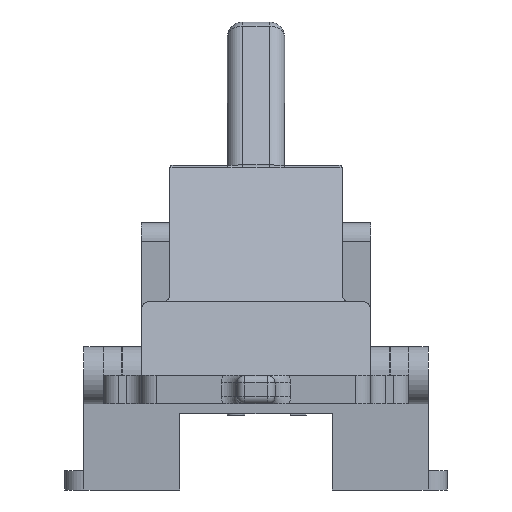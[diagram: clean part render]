
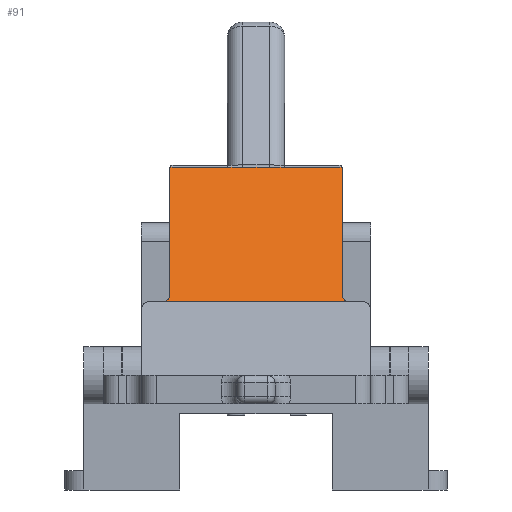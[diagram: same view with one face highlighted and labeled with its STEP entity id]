
A CAD part, front view. The second image highlights one B-rep face of the part: STEP entity #91.
In plain terms, the highlighted planar face has unit normal (0, -0.698, 0.717).
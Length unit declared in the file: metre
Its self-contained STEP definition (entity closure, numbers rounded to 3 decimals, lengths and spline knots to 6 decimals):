
#91 = ADVANCED_FACE( '', ( #841 ), #842, .T. );
#841 = FACE_OUTER_BOUND( '', #2602, .T. );
#842 = PLANE( '', #2603 );
#2602 = EDGE_LOOP( '', ( #4574, #4575, #4576, #4577, #4578, #4579, #4580, #4581, #4582, #4583 ) );
#2603 = AXIS2_PLACEMENT_3D( '', #4584, #4585, #4586 );
#4574 = ORIENTED_EDGE( '', *, *, #10953, .T. );
#4575 = ORIENTED_EDGE( '', *, *, #10915, .T. );
#4576 = ORIENTED_EDGE( '', *, *, #10921, .T. );
#4577 = ORIENTED_EDGE( '', *, *, #10927, .T. );
#4578 = ORIENTED_EDGE( '', *, *, #10933, .T. );
#4579 = ORIENTED_EDGE( '', *, *, #10954, .T. );
#4580 = ORIENTED_EDGE( '', *, *, #10947, .F. );
#4581 = ORIENTED_EDGE( '', *, *, #10955, .T. );
#4582 = ORIENTED_EDGE( '', *, *, #10956, .F. );
#4583 = ORIENTED_EDGE( '', *, *, #10957, .T. );
#4584 = CARTESIAN_POINT( '', ( 500., -0.040976, 0.072392 ) );
#4585 = DIRECTION( '', ( 0., -0.698, 0.717 ) );
#4586 = DIRECTION( '', ( 0., -0.717, -0.698 ) );
#10915 = EDGE_CURVE( '', #12871, #12884, #12886, .T. );
#10921 = EDGE_CURVE( '', #12884, #12894, #12896, .T. );
#10927 = EDGE_CURVE( '', #12894, #12904, #12906, .T. );
#10933 = EDGE_CURVE( '', #12904, #12914, #12916, .T. );
#10947 = EDGE_CURVE( '', #12936, #12908, #12938, .T. );
#10953 = EDGE_CURVE( '', #12946, #12871, #12947, .T. );
#10954 = EDGE_CURVE( '', #12914, #12908, #12948, .T. );
#10955 = EDGE_CURVE( '', #12936, #12949, #12950, .F. );
#10956 = EDGE_CURVE( '', #12951, #12949, #12952, .T. );
#10957 = EDGE_CURVE( '', #12951, #12946, #12953, .F. );
#12871 = VERTEX_POINT( '', #16142 );
#12884 = VERTEX_POINT( '', #16159 );
#12886 = LINE( '', #16161, #16162 );
#12894 = VERTEX_POINT( '', #16195 );
#12896 = B_SPLINE_CURVE_WITH_KNOTS( '', 3, ( #16197, #16198, #16199, #16200, #16201, #16202, #16203, #16204, #16205, #16206, #16207, #16208, #16209, #16210, #16211 ), .UNSPECIFIED., .F., .F., ( 4, 2, 2, 2, 2, 2, 1, 4 ), ( 0., 0.00123, 0.001845, 0.00246, 0.003075, 0.00369, 0.004305, 0.00492 ), .UNSPECIFIED. );
#12904 = VERTEX_POINT( '', #16231 );
#12906 = LINE( '', #16233, #16234 );
#12908 = VERTEX_POINT( '', #16237 );
#12914 = VERTEX_POINT( '', #16245 );
#12916 = B_SPLINE_CURVE_WITH_KNOTS( '', 3, ( #16247, #16248, #16249, #16250, #16251, #16252, #16253, #16254, #16255, #16256, #16257, #16258, #16259, #16260 ), .UNSPECIFIED., .F., .F., ( 4, 1, 2, 2, 2, 2, 1, 4 ), ( 0., 0.000615, 0.00123, 0.001845, 0.00246, 0.003075, 0.00369, 0.00492 ), .UNSPECIFIED. );
#12936 = VERTEX_POINT( '', #16295 );
#12938 = LINE( '', #16298, #16299 );
#12946 = VERTEX_POINT( '', #16310 );
#12947 = LINE( '', #16311, #16312 );
#12948 = LINE( '', #16313, #16314 );
#12949 = VERTEX_POINT( '', #16315 );
#12950 = ELLIPSE( '', #16316, 0.002933, 0.00254 );
#12951 = VERTEX_POINT( '', #16317 );
#12952 = LINE( '', #16318, #16319 );
#12953 = ELLIPSE( '', #16320, 0.002933, 0.00254 );
#16142 = CARTESIAN_POINT( '', ( 0.066675, -0.005221, 0.107201 ) );
#16159 = CARTESIAN_POINT( '', ( 0.047464, -0.005221, 0.107201 ) );
#16161 = CARTESIAN_POINT( '', ( 500., -0.005221, 0.107201 ) );
#16162 = VECTOR( '', #22029, 1. );
#16195 = CARTESIAN_POINT( '', ( 0.042545, -0.005145, 0.107275 ) );
#16197 = CARTESIAN_POINT( '', ( 0.047464, -0.005221, 0.107201 ) );
#16198 = CARTESIAN_POINT( '', ( 0.047054, -0.005221, 0.107201 ) );
#16199 = CARTESIAN_POINT( '', ( 0.046644, -0.005216, 0.107206 ) );
#16200 = CARTESIAN_POINT( '', ( 0.046029, -0.005204, 0.107218 ) );
#16201 = CARTESIAN_POINT( '', ( 0.045824, -0.005199, 0.107222 ) );
#16202 = CARTESIAN_POINT( '', ( 0.045414, -0.00519, 0.107231 ) );
#16203 = CARTESIAN_POINT( '', ( 0.045209, -0.005185, 0.107236 ) );
#16204 = CARTESIAN_POINT( '', ( 0.0448, -0.005175, 0.107246 ) );
#16205 = CARTESIAN_POINT( '', ( 0.044595, -0.00517, 0.10725 ) );
#16206 = CARTESIAN_POINT( '', ( 0.044185, -0.005162, 0.107259 ) );
#16207 = CARTESIAN_POINT( '', ( 0.04398, -0.005158, 0.107262 ) );
#16208 = CARTESIAN_POINT( '', ( 0.04357, -0.005152, 0.107269 ) );
#16209 = CARTESIAN_POINT( '', ( 0.04316, -0.005147, 0.107273 ) );
#16210 = CARTESIAN_POINT( '', ( 0.04275, -0.005145, 0.107275 ) );
#16211 = CARTESIAN_POINT( '', ( 0.042545, -0.005145, 0.107275 ) );
#16231 = CARTESIAN_POINT( '', ( 0.033655, -0.005145, 0.107275 ) );
#16233 = CARTESIAN_POINT( '', ( 0.009525, -0.005145, 0.107275 ) );
#16234 = VECTOR( '', #22045, 1. );
#16237 = CARTESIAN_POINT( '', ( 0.009525, -0.005221, 0.107201 ) );
#16245 = CARTESIAN_POINT( '', ( 0.028736, -0.005221, 0.107201 ) );
#16247 = CARTESIAN_POINT( '', ( 0.033655, -0.005145, 0.107275 ) );
#16248 = CARTESIAN_POINT( '', ( 0.03345, -0.005145, 0.107275 ) );
#16249 = CARTESIAN_POINT( '', ( 0.03304, -0.005147, 0.107273 ) );
#16250 = CARTESIAN_POINT( '', ( 0.03263, -0.005152, 0.107269 ) );
#16251 = CARTESIAN_POINT( '', ( 0.03222, -0.005158, 0.107262 ) );
#16252 = CARTESIAN_POINT( '', ( 0.032015, -0.005162, 0.107259 ) );
#16253 = CARTESIAN_POINT( '', ( 0.031605, -0.00517, 0.10725 ) );
#16254 = CARTESIAN_POINT( '', ( 0.0314, -0.005175, 0.107246 ) );
#16255 = CARTESIAN_POINT( '', ( 0.030991, -0.005185, 0.107236 ) );
#16256 = CARTESIAN_POINT( '', ( 0.030786, -0.00519, 0.107231 ) );
#16257 = CARTESIAN_POINT( '', ( 0.030376, -0.005199, 0.107222 ) );
#16258 = CARTESIAN_POINT( '', ( 0.029761, -0.005213, 0.107209 ) );
#16259 = CARTESIAN_POINT( '', ( 0.029146, -0.005221, 0.107201 ) );
#16260 = CARTESIAN_POINT( '', ( 0.028736, -0.005221, 0.107201 ) );
#16295 = CARTESIAN_POINT( '', ( 0.009525, -0.04899, 0.06459 ) );
#16298 = CARTESIAN_POINT( '', ( 0.009525, -0.040976, 0.072392 ) );
#16299 = VECTOR( '', #22079, 1. );
#16310 = CARTESIAN_POINT( '', ( 0.066675, -0.04899, 0.06459 ) );
#16311 = CARTESIAN_POINT( '', ( 0.066675, -0.040976, 0.072392 ) );
#16312 = VECTOR( '', #22089, 1. );
#16313 = CARTESIAN_POINT( '', ( 500., -0.005221, 0.107201 ) );
#16314 = VECTOR( '', #22090, 1. );
#16315 = CARTESIAN_POINT( '', ( 0.006985, -0.051092, 0.062544 ) );
#16316 = AXIS2_PLACEMENT_3D( '', #22091, #22092, #22093 );
#16317 = CARTESIAN_POINT( '', ( 0.069215, -0.051092, 0.062544 ) );
#16318 = CARTESIAN_POINT( '', ( 500., -0.051092, 0.062544 ) );
#16319 = VECTOR( '', #22094, 1. );
#16320 = AXIS2_PLACEMENT_3D( '', #22095, #22096, #22097 );
#22029 = DIRECTION( '', ( -1., 0., 0. ) );
#22045 = DIRECTION( '', ( -1., 0., 0. ) );
#22079 = DIRECTION( '', ( 0., 0.717, 0.698 ) );
#22089 = DIRECTION( '', ( 0., 0.717, 0.698 ) );
#22090 = DIRECTION( '', ( -1., 0., 0. ) );
#22091 = CARTESIAN_POINT( '', ( 0.006985, -0.04899, 0.06459 ) );
#22092 = DIRECTION( '', ( 0., -0.698, 0.717 ) );
#22093 = DIRECTION( '', ( 0., 0.717, 0.698 ) );
#22094 = DIRECTION( '', ( -1., 0., 0. ) );
#22095 = CARTESIAN_POINT( '', ( 0.069215, -0.04899, 0.06459 ) );
#22096 = DIRECTION( '', ( 0., -0.698, 0.717 ) );
#22097 = DIRECTION( '', ( 0., 0.717, 0.698 ) );
